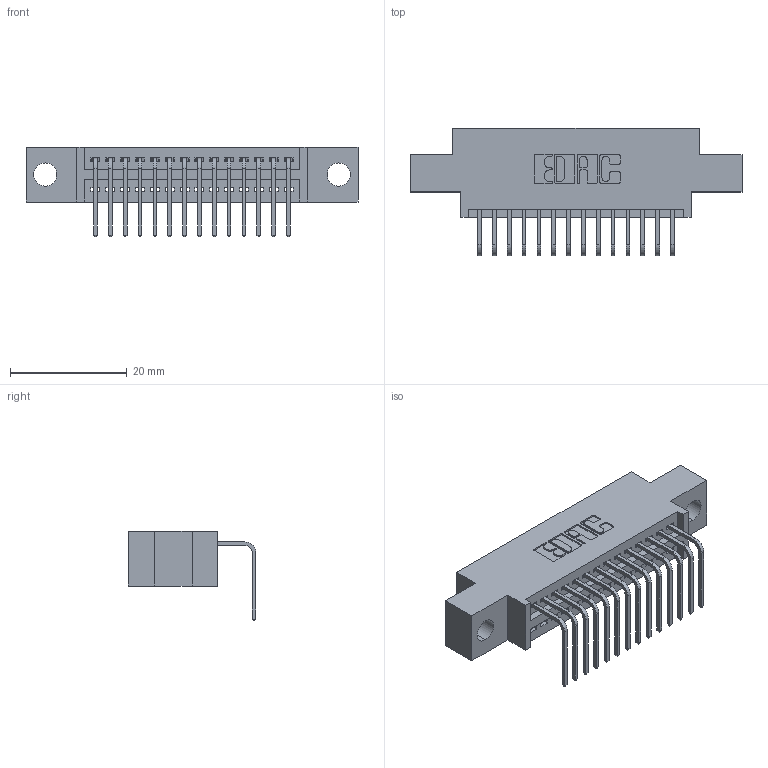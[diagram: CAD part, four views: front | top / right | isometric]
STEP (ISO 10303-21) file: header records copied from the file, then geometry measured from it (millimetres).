
FILE_DESCRIPTION (( 'STEP AP203' ), '1' );
FILE_NAME ('395-014-558-604.STEP', '2021-06-11T14:06:25', ( '' ), ( '' ), 'SwSTEP 2.0', 'SolidWorks 2020', '' );
FILE_SCHEMA (( 'CONFIG_CONTROL_DESIGN' ));
Length unit declared in the file: inch
Products named in the file (3): 395-014-558-604; 345-292-001_558 Tail - 2; 345 Part_0.170 Offset - 0.156 Dia-TI
Assembly tree (15 placements, depth 2):
  395-014-558-604
    345 Part_0.170 Offset - 0.156 Dia-TI
    345-292-001_558 Tail - 2  x14
Bounding box: 56.77 x 21.83 x 15.37 mm (x, y, z)
Volume: 4989.9 mm3; surface area: 6493.7 mm2
Topology: 15 solids, 15 shells, 984 faces, 2937 edges, 1938 vertices
Faces by surface type: plane 686, cylinder 298
Entity records: 14941 total; most frequent: CARTESIAN_POINT 2600, ORIENTED_EDGE 2546, DIRECTION 2309, EDGE_CURVE 1273, LINE 1085, VECTOR 1085, VERTEX_POINT 846, AXIS2_PLACEMENT_3D 612
